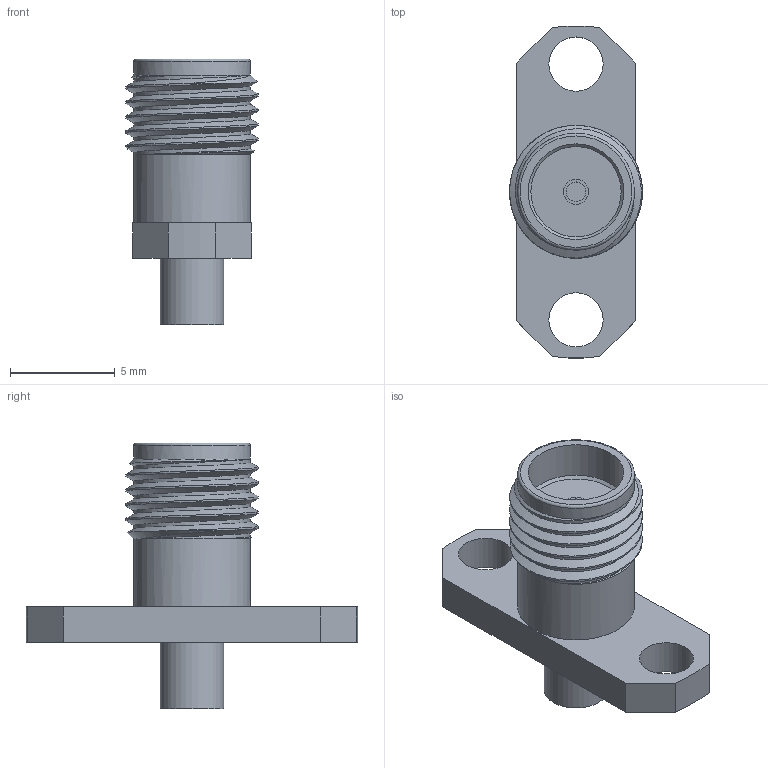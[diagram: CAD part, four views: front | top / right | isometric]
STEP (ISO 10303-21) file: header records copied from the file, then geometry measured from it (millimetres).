
FILE_DESCRIPTION (( 'STEP AP203' ), '1' );
FILE_NAME ('PE4197.step', '2019-10-15T14:14:45', ( '' ), ( '' ), 'SwSTEP 2.0', 'SolidWorks 2018', '' );
FILE_SCHEMA (( 'CONFIG_CONTROL_DESIGN' ));
Length unit declared in the file: inch
Products named in the file (1): PE4197
Bounding box: 6.35 x 15.86 x 12.7 mm (x, y, z)
Volume: 302.5 mm3; surface area: 513.3 mm2
Topology: 1 solids, 1 shells, 38 faces, 82 edges, 54 vertices
Faces by surface type: plane 16, cylinder 14, cone 4, bspline 3, torus 1
Full cylindrical faces by diameter (mm): 0.94 x1, 1.016 x1, 1.194 x2, 2.286 x1, 2.591 x2, 3.048 x1, 4.572 x1, 5.582 x2
Entity records: 2117 total; most frequent: CARTESIAN_POINT 1306, DIRECTION 150, ORIENTED_EDGE 124, AXIS2_PLACEMENT_3D 65, EDGE_LOOP 64, EDGE_CURVE 62, FACE_OUTER_BOUND 50, VERTEX_POINT 48
